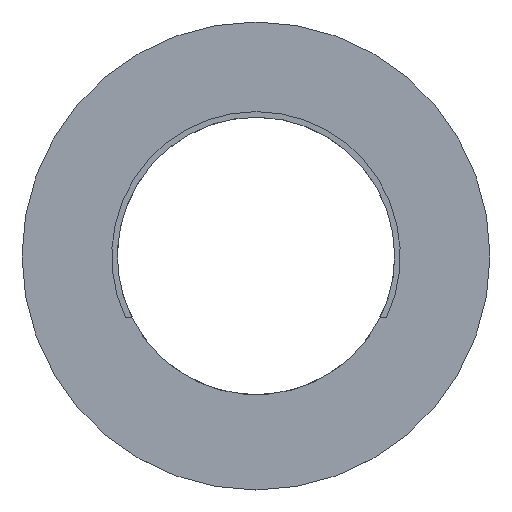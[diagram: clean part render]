
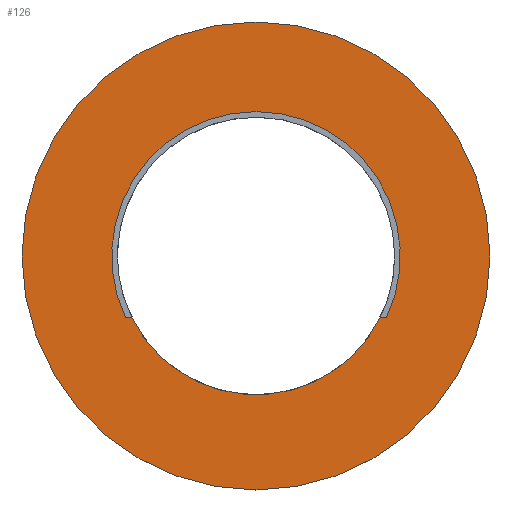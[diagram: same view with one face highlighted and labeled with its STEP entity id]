
A CAD part, top view. The second image highlights one B-rep face of the part: STEP entity #126.
In plain terms, the highlighted planar face has unit normal (0, 0, 1).
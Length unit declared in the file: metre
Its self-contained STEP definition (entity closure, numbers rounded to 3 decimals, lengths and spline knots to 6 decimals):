
#13=PLANE('',#152);
#19=LINE('',#218,#27);
#20=LINE('',#222,#28);
#27=VECTOR('',#181,1.);
#28=VECTOR('',#184,1.);
#42=ORIENTED_EDGE('',*,*,#70,.F.);
#43=ORIENTED_EDGE('',*,*,#71,.F.);
#44=ORIENTED_EDGE('',*,*,#72,.F.);
#45=ORIENTED_EDGE('',*,*,#66,.F.);
#46=ORIENTED_EDGE('',*,*,#64,.T.);
#64=EDGE_CURVE('',#79,#79,#90,.T.);
#66=EDGE_CURVE('',#81,#82,#92,.T.);
#70=EDGE_CURVE('',#85,#81,#19,.T.);
#71=EDGE_CURVE('',#86,#85,#94,.T.);
#72=EDGE_CURVE('',#82,#86,#20,.T.);
#79=VERTEX_POINT('',#204);
#81=VERTEX_POINT('',#209);
#82=VERTEX_POINT('',#210);
#85=VERTEX_POINT('',#219);
#86=VERTEX_POINT('',#221);
#90=CIRCLE('',#146,0.06);
#92=CIRCLE('',#149,0.03556);
#94=CIRCLE('',#153,0.037);
#102=EDGE_LOOP('',(#42,#43,#44,#45));
#103=EDGE_LOOP('',(#46));
#114=FACE_BOUND('',#102,.T.);
#115=FACE_BOUND('',#103,.T.);
#126=ADVANCED_FACE('',(#114,#115),#13,.T.);
#146=AXIS2_PLACEMENT_3D('',#203,#165,#166);
#149=AXIS2_PLACEMENT_3D('',#208,#171,#172);
#152=AXIS2_PLACEMENT_3D('',#217,#179,#180);
#153=AXIS2_PLACEMENT_3D('',#220,#182,#183);
#165=DIRECTION('',(0.,0.,1.));
#166=DIRECTION('',(1.,0.,0.));
#171=DIRECTION('',(0.,0.,1.));
#172=DIRECTION('',(1.,0.,0.));
#179=DIRECTION('',(0.,0.,1.));
#180=DIRECTION('',(1.,0.,0.));
#181=DIRECTION('',(1.,0.,0.));
#182=DIRECTION('',(0.,0.,1.));
#183=DIRECTION('',(1.,0.,0.));
#184=DIRECTION('',(1.,0.,0.));
#203=CARTESIAN_POINT('',(0.,0.,0.));
#204=CARTESIAN_POINT('',(0.06,0.,0.));
#208=CARTESIAN_POINT('',(0.,0.,0.));
#209=CARTESIAN_POINT('',(-0.031826,-0.015863,0.));
#210=CARTESIAN_POINT('',(0.031826,-0.015863,0.));
#217=CARTESIAN_POINT('',(0.,0.,0.));
#218=CARTESIAN_POINT('',(-0.032626,-0.015863,0.));
#219=CARTESIAN_POINT('',(-0.033427,-0.015863,0.));
#220=CARTESIAN_POINT('',(0.,0.,0.));
#221=CARTESIAN_POINT('',(0.033427,-0.015863,0.));
#222=CARTESIAN_POINT('',(0.032626,-0.015863,0.));
